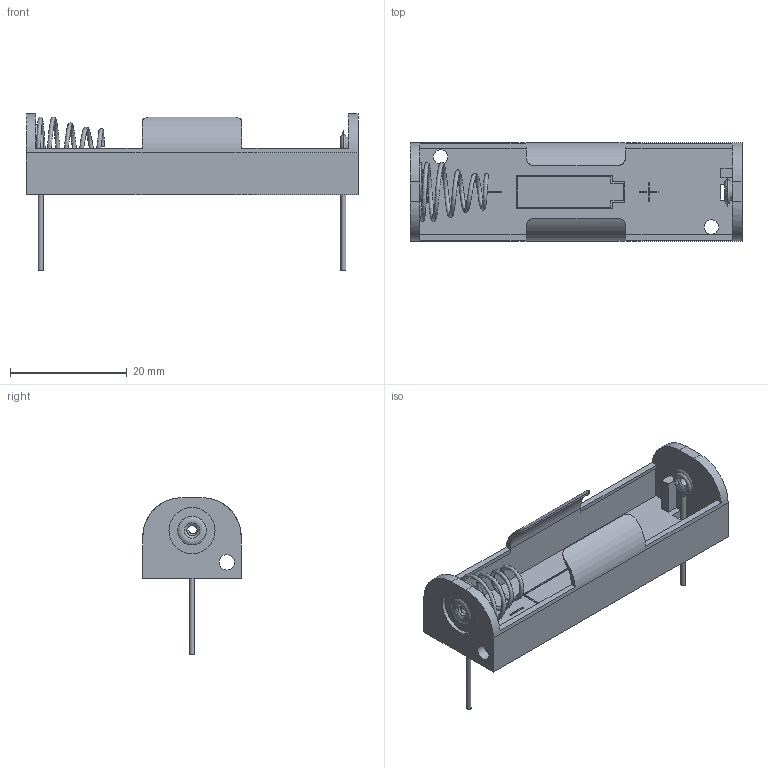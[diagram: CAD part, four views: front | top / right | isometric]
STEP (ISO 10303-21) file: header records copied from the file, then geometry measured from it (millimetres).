
FILE_DESCRIPTION(('FreeCAD Model'),'2;1');
FILE_NAME('Compound.step', '2016-04-26T08:16:58',('Author'),(''), 'Open CASCADE STEP processor 6.8','FreeCAD','Unknown');
FILE_SCHEMA(('AUTOMOTIVE_DESIGN_CC2 { 1 2 10303 214 -1 1 5 4 }'));
Length unit declared in the file: millimetre
Products named in the file (1): Compound
Bounding box: 57 x 16.89 x 26.9 mm (x, y, z)
Volume: 2866.1 mm3; surface area: 5458.8 mm2
Topology: 6 solids, 6 shells, 121 faces, 302 edges, 197 vertices
Faces by surface type: plane 84, cylinder 26, torus 8, bspline 3
Full cylindrical faces by diameter (mm): 0.864 x2, 1.778 x2, 2.489 x2, 2.667 x6, 7.925 x2
Entity records: 12807 total; most frequent: CARTESIAN_POINT 6006, DIRECTION 1037, LINE 632, VECTOR 632, ORIENTED_EDGE 604, PCURVE 604, DEFINITIONAL_REPRESENTATION 604, EDGE_CURVE 302
